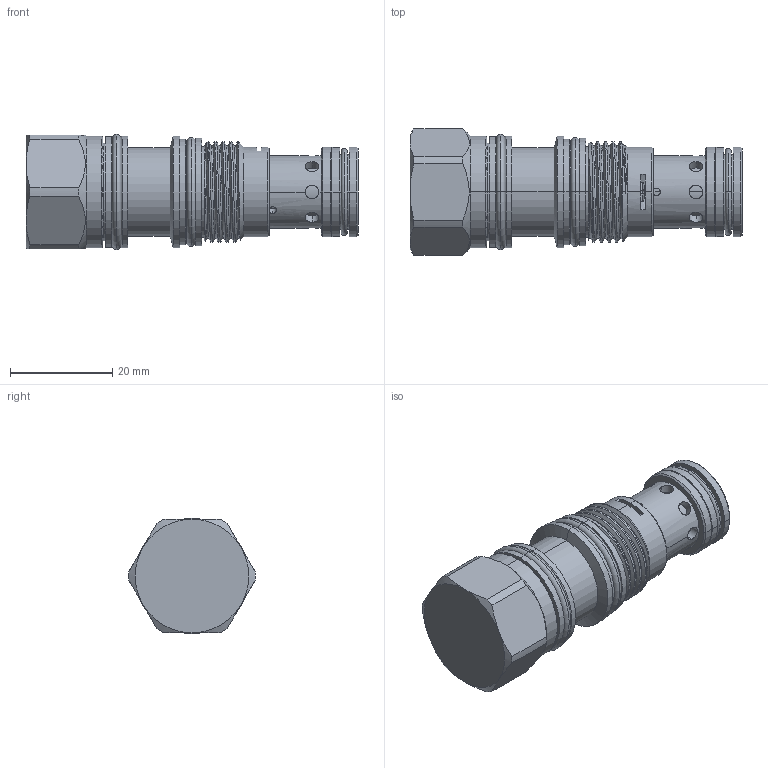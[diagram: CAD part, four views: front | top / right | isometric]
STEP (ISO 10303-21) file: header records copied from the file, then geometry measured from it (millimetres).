
FILE_DESCRIPTION (( 'STEP AP214' ), '1' );
FILE_NAME ('CV11A20-N.STEP', '2016-05-17T07:25:45', ( '' ), ( '' ), 'SwSTEP 2.0', 'SolidWorks 2012', '' );
FILE_SCHEMA (( 'AUTOMOTIVE_DESIGN' ));
Length unit declared in the file: millimetre
Products named in the file (1): CV11A20-N
Bounding box: 64.97 x 24.79 x 22.56 mm (x, y, z)
Volume: 17489.9 mm3; surface area: 9662.8 mm2
Topology: 7 solids, 9 shells, 220 faces, 498 edges, 307 vertices
Faces by surface type: cylinder 109, cone 41, torus 33, plane 32, bspline 3, sphere 2
Entity records: 9777 total; most frequent: CARTESIAN_POINT 4799, DIRECTION 1053, ORIENTED_EDGE 992, EDGE_CURVE 496, AXIS2_PLACEMENT_3D 458, VERTEX_POINT 307, EDGE_LOOP 251, CIRCLE 240
